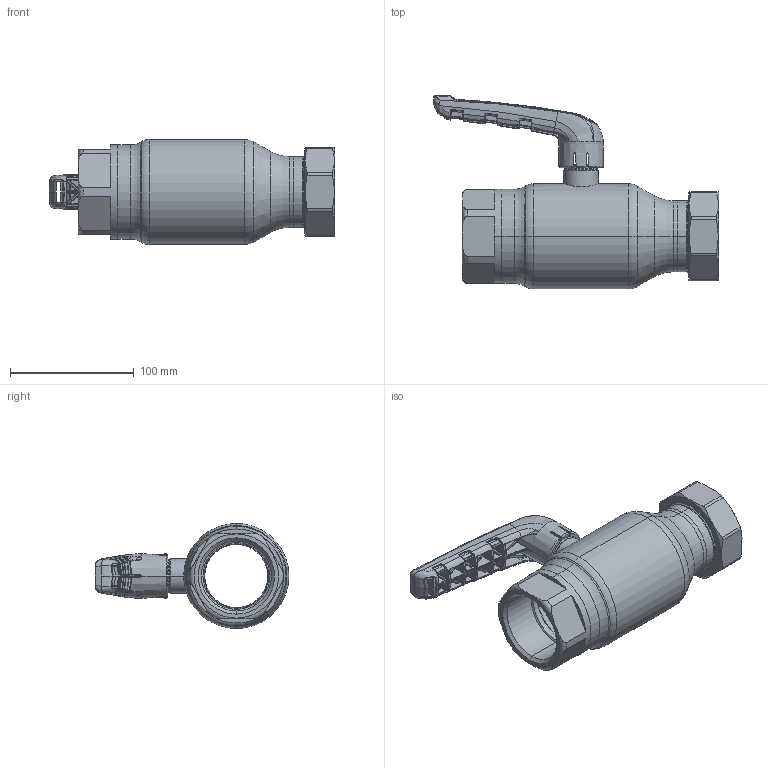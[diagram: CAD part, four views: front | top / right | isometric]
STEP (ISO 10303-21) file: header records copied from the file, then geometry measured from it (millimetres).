
FILE_DESCRIPTION (( 'STEP AP214' ), '1' );
FILE_NAME ('1050002200-xxxx.step', '2019-05-07T11:51:15', ( '' ), ( '' ), 'SwSTEP 2.0', 'SolidWorks 2017', '' );
FILE_SCHEMA (( 'AUTOMOTIVE_DESIGN' ));
Length unit declared in the file: millimetre
Products named in the file (1): 1050002200-xxxx
Bounding box: 230.55 x 156.71 x 85 mm (x, y, z)
Surface area: 106781.5 mm2 (no closed solid volume)
Topology: 0 solids, 10 shells, 849 faces, 2691 edges, 1704 vertices
Faces by surface type: bspline 666, plane 62, cylinder 52, cone 36, torus 27, sphere 6
Entity records: 61719 total; most frequent: CARTESIAN_POINT 34995, ORIENTED_EDGE 4357, EDGE_CURVE 2677, DIRECTION 1917, B_SPLINE_CURVE_WITH_KNOTS 1801, VERTEX_POINT 1702, EDGE_LOOP 862, AXIS2_PLACEMENT_3D 859
